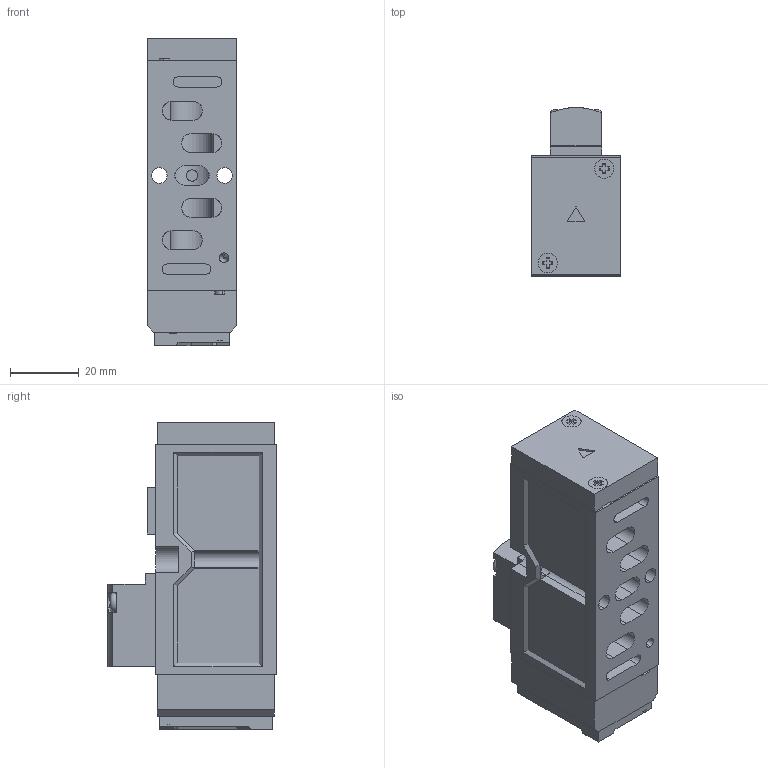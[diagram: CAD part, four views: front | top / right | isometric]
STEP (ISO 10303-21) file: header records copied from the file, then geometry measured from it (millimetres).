
FILE_DESCRIPTION (( 'STEP AP203' ), '1' );
FILE_NAME ('SIP311.STEP', '2013-02-01T07:19:10', ( '' ), ( '' ), 'SwSTEP 2.0', 'SolidWorks 2008', '' );
FILE_SCHEMA (( 'CONFIG_CONTROL_DESIGN' ));
Length unit declared in the file: millimetre
Products named in the file (15): SIP311; Body_ル遽; BC_ル遽; BodyCover(SF4000)_ル遽; BodyCoverBoltM3xL12(SF4000)_ル遽; SemiPilot(SF4000)_ル遽; SEMI COVER_ル遽; SemiPilotCover(ZnDC)_ル遽; SemiPilotBoltM3xL19_ル遽; PLATE_ル遽; ParPlate_ル遽; ParPlateBoltM3xL7_ル遽; MA_ル遽; PneumaticPilot_ル遽; PneumaticPilotBoltM3xL16_ル遽
Assembly tree (18 placements, depth 3):
  SIP311
    Body_ル遽
    PLATE_ル遽
      ParPlateBoltM3xL7_ル遽  x2
      ParPlate_ル遽
    MA_ル遽
      PneumaticPilot_ル遽
      PneumaticPilotBoltM3xL16_ル遽  x2
    BC_ル遽
      BodyCoverBoltM3xL12(SF4000)_ル遽  x2
      BodyCover(SF4000)_ル遽
    SEMI COVER_ル遽
      SemiPilotBoltM3xL19_ル遽  x2
      SemiPilotCover(ZnDC)_ル遽
    SemiPilot(SF4000)_ル遽
Bounding box: 26 x 48.94 x 89.4 mm (x, y, z)
Volume: 57932.4 mm3; surface area: 34382.1 mm2
Topology: 14 solids, 16 shells, 1009 faces, 2623 edges, 1707 vertices
Faces by surface type: plane 549, cylinder 373, cone 83, torus 4
Entity records: 29974 total; most frequent: CARTESIAN_POINT 5488, DIRECTION 4887, ORIENTED_EDGE 4698, EDGE_CURVE 2349, AXIS2_PLACEMENT_3D 1714, VERTEX_POINT 1531, VECTOR 1459, LINE 1459
